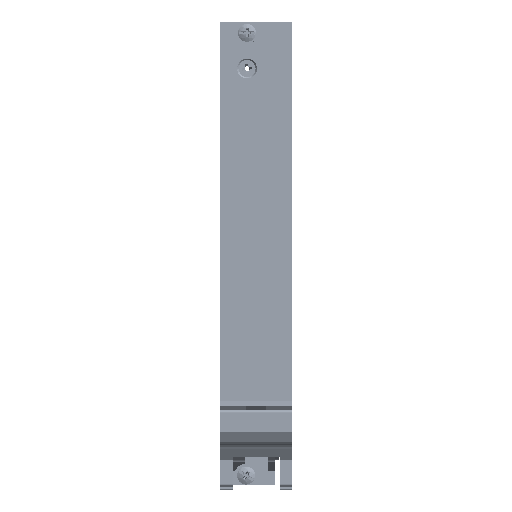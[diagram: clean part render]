
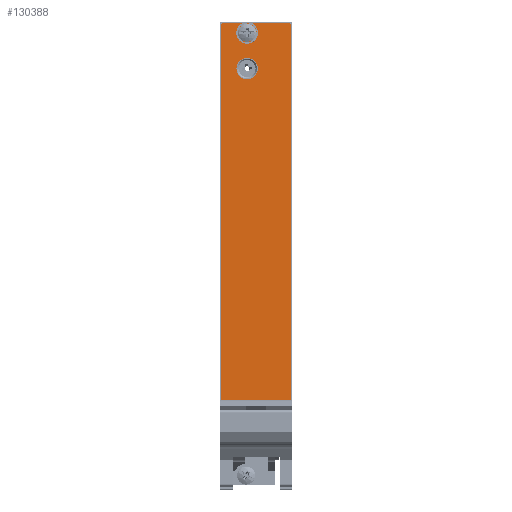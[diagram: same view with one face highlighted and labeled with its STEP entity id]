
A CAD part, top view. The second image highlights one B-rep face of the part: STEP entity #130388.
In plain terms, the highlighted planar face has unit normal (0, 0, 1).
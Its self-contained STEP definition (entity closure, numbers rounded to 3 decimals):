
#3550 = EDGE_LOOP ( 'NONE', ( #78938 ) ) ;
#4550 = EDGE_LOOP ( 'NONE', ( #78671, #79086, #78946, #79093 ) ) ;
#4787 = EDGE_LOOP ( 'NONE', ( #77626, #77608, #78570, #77671, #78660, #79001, #78673, #77376 ) ) ;
#6559 = CARTESIAN_POINT ( 'NONE',  ( -60.335, -28.351, 14.805 ) ) ;
#6573 = DIRECTION ( 'NONE',  ( 0., -1., 0. ) ) ;
#6580 = DIRECTION ( 'NONE',  ( 1., 0., 0. ) ) ;
#6584 = CARTESIAN_POINT ( 'NONE',  ( -54.692, 71.149, 14.805 ) ) ;
#6630 = CARTESIAN_POINT ( 'NONE',  ( -41.235, 75.349, 14.805 ) ) ;
#6633 = DIRECTION ( 'NONE',  ( 0., 0., 1. ) ) ;
#6635 = DIRECTION ( 'NONE',  ( -1., 0., 0. ) ) ;
#9247 = CARTESIAN_POINT ( 'NONE',  ( -60.035, -28.651, 14.805 ) ) ;
#9266 = CARTESIAN_POINT ( 'NONE',  ( -54.692, 71.149, 14.805 ) ) ;
#9276 = CARTESIAN_POINT ( 'NONE',  ( -41.235, 75.649, 14.805 ) ) ;
#9281 = CARTESIAN_POINT ( 'NONE',  ( -60.335, -28.351, 14.805 ) ) ;
#9333 = CARTESIAN_POINT ( 'NONE',  ( -54.692, 74.949, 14.805 ) ) ;
#9404 = CARTESIAN_POINT ( 'NONE',  ( -40.935, 75.349, 14.805 ) ) ;
#17603 = CARTESIAN_POINT ( 'NONE',  ( -60.035, -28.351, 14.805 ) ) ;
#17604 = DIRECTION ( 'NONE',  ( 0., 0., 1. ) ) ;
#17605 = DIRECTION ( 'NONE',  ( 1., 0., 0. ) ) ;
#17653 = CARTESIAN_POINT ( 'NONE',  ( -53.135, 63.149, 14.805 ) ) ;
#17654 = DIRECTION ( 'NONE',  ( 0., 0., 1. ) ) ;
#17655 = DIRECTION ( 'NONE',  ( 1., 0., 0. ) ) ;
#17674 = CARTESIAN_POINT ( 'NONE',  ( -52.635, 73.049, 14.805 ) ) ;
#17675 = DIRECTION ( 'NONE',  ( 0., 0., 1. ) ) ;
#17676 = DIRECTION ( 'NONE',  ( 1., 0., 0. ) ) ;
#17742 = CARTESIAN_POINT ( 'NONE',  ( -51.579, 74.949, 14.805 ) ) ;
#17767 = DIRECTION ( 'NONE',  ( -1., 0., 0. ) ) ;
#17770 = CARTESIAN_POINT ( 'NONE',  ( -60.035, 75.349, 14.805 ) ) ;
#17771 = DIRECTION ( 'NONE',  ( 0., 0., 1. ) ) ;
#17772 = DIRECTION ( 'NONE',  ( -1., 0., 0. ) ) ;
#17774 = CARTESIAN_POINT ( 'NONE',  ( -41.235, -28.351, 14.805 ) ) ;
#17775 = DIRECTION ( 'NONE',  ( 0., 0., 1. ) ) ;
#17776 = DIRECTION ( 'NONE',  ( -1., 0., 0. ) ) ;
#20658 = CARTESIAN_POINT ( 'NONE',  ( -41.235, -28.651, 14.805 ) ) ;
#20675 = DIRECTION ( 'NONE',  ( 1., 0., 0. ) ) ;
#21239 = VERTEX_POINT ( 'NONE', #119714 ) ;
#21579 = VERTEX_POINT ( 'NONE', #111529 ) ;
#21591 = VERTEX_POINT ( 'NONE', #111449 ) ;
#22086 = VERTEX_POINT ( 'NONE', #117883 ) ;
#22288 = VERTEX_POINT ( 'NONE', #100281 ) ;
#22382 = VERTEX_POINT ( 'NONE', #32507 ) ;
#22795 = CIRCLE ( 'NONE', #58697, 0.3 ) ;
#22859 = CIRCLE ( 'NONE', #58591, 2.95 ) ;
#22873 = CIRCLE ( 'NONE', #58543, 2.8 ) ;
#22954 = LINE ( 'NONE', #17742, #22960 ) ;
#22960 = VECTOR ( 'NONE', #17767, 1000. ) ;
#22961 = CIRCLE ( 'NONE', #58767, 0.3 ) ;
#22963 = CIRCLE ( 'NONE', #58758, 0.3 ) ;
#28214 = CARTESIAN_POINT ( 'NONE',  ( -40.935, 75.349, 14.805 ) ) ;
#28273 = DIRECTION ( 'NONE',  ( 0., 1., 0. ) ) ;
#28864 = DIRECTION ( 'NONE',  ( -1., 0., 0. ) ) ;
#28873 = CARTESIAN_POINT ( 'NONE',  ( -60.035, 75.649, 14.805 ) ) ;
#32507 = CARTESIAN_POINT ( 'NONE',  ( -51.579, 74.949, 14.805 ) ) ;
#35564 = CARTESIAN_POINT ( 'NONE',  ( -53.635, 73.049, 14.805 ) ) ;
#35566 = DIRECTION ( 'NONE',  ( 0., 0., 1. ) ) ;
#35569 = DIRECTION ( 'NONE',  ( 1., 0., 0. ) ) ;
#48303 = LINE ( 'NONE', #6559, #48316 ) ;
#48316 = VECTOR ( 'NONE', #6573, 1000. ) ;
#48317 = LINE ( 'NONE', #6584, #48320 ) ;
#48320 = VECTOR ( 'NONE', #6580, 1000. ) ;
#48327 = CIRCLE ( 'NONE', #53521, 0.3 ) ;
#53521 = AXIS2_PLACEMENT_3D ( 'NONE', #6630, #6633, #6635 ) ;
#58092 = AXIS2_PLACEMENT_3D ( 'NONE', #35564, #35566, #35569 ) ;
#58543 = AXIS2_PLACEMENT_3D ( 'NONE', #17674, #17675, #17676 ) ;
#58591 = AXIS2_PLACEMENT_3D ( 'NONE', #17653, #17654, #17655 ) ;
#58697 = AXIS2_PLACEMENT_3D ( 'NONE', #17603, #17604, #17605 ) ;
#58758 = AXIS2_PLACEMENT_3D ( 'NONE', #17774, #17775, #17776 ) ;
#58767 = AXIS2_PLACEMENT_3D ( 'NONE', #17770, #17771, #17772 ) ;
#60326 = EDGE_CURVE ( 'NONE', #21239, #78823, #48303, .T. ) ;
#60341 = EDGE_CURVE ( 'NONE', #78723, #22086, #48317, .T. ) ;
#60368 = EDGE_CURVE ( 'NONE', #79249, #78401, #48327, .T. ) ;
#62382 = PLANE ( 'NONE',  #105883 ) ;
#62400 = CARTESIAN_POINT ( 'NONE',  ( -41.235, -28.351, 14.805 ) ) ;
#62401 = DIRECTION ( 'NONE',  ( 0., 0., -1. ) ) ;
#62402 = DIRECTION ( 'NONE',  ( -1., 0., 0. ) ) ;
#65353 = CIRCLE ( 'NONE', #58092, 2.8 ) ;
#65710 = VECTOR ( 'NONE', #28273, 1000. ) ;
#65713 = LINE ( 'NONE', #28214, #65710 ) ;
#65803 = LINE ( 'NONE', #28873, #65807 ) ;
#65807 = VECTOR ( 'NONE', #28864, 1000. ) ;
#66353 = FACE_BOUND ( 'NONE', #4550, .T. ) ;
#66355 = FACE_BOUND ( 'NONE', #3550, .T. ) ;
#66357 = FACE_OUTER_BOUND ( 'NONE', #4787, .T. ) ;
#77376 = ORIENTED_EDGE ( 'NONE', *, *, #110367, .T. ) ;
#77608 = ORIENTED_EDGE ( 'NONE', *, *, #112274, .T. ) ;
#77626 = ORIENTED_EDGE ( 'NONE', *, *, #113288, .T. ) ;
#77671 = ORIENTED_EDGE ( 'NONE', *, *, #112407, .T. ) ;
#77997 = VERTEX_POINT ( 'NONE', #9247 ) ;
#78401 = VERTEX_POINT ( 'NONE', #9276 ) ;
#78570 = ORIENTED_EDGE ( 'NONE', *, *, #60368, .T. ) ;
#78660 = ORIENTED_EDGE ( 'NONE', *, *, #113286, .T. ) ;
#78671 = ORIENTED_EDGE ( 'NONE', *, *, #113199, .F. ) ;
#78673 = ORIENTED_EDGE ( 'NONE', *, *, #113073, .T. ) ;
#78723 = VERTEX_POINT ( 'NONE', #9266 ) ;
#78823 = VERTEX_POINT ( 'NONE', #9281 ) ;
#78931 = VERTEX_POINT ( 'NONE', #9333 ) ;
#78938 = ORIENTED_EDGE ( 'NONE', *, *, #113170, .F. ) ;
#78946 = ORIENTED_EDGE ( 'NONE', *, *, #111421, .F. ) ;
#79001 = ORIENTED_EDGE ( 'NONE', *, *, #60326, .T. ) ;
#79086 = ORIENTED_EDGE ( 'NONE', *, *, #113281, .F. ) ;
#79093 = ORIENTED_EDGE ( 'NONE', *, *, #60341, .F. ) ;
#79249 = VERTEX_POINT ( 'NONE', #9404 ) ;
#84364 = LINE ( 'NONE', #20658, #84368 ) ;
#84368 = VECTOR ( 'NONE', #20675, 1000. ) ;
#86036 = CARTESIAN_POINT ( 'NONE',  ( -50.185, 63.149, 14.805 ) ) ;
#100281 = CARTESIAN_POINT ( 'NONE',  ( -60.035, 75.649, 14.805 ) ) ;
#105883 = AXIS2_PLACEMENT_3D ( 'NONE', #62400, #62401, #62402 ) ;
#110367 = EDGE_CURVE ( 'NONE', #77997, #21579, #84364, .T. ) ;
#111421 = EDGE_CURVE ( 'NONE', #22086, #22382, #65353, .T. ) ;
#111449 = CARTESIAN_POINT ( 'NONE',  ( -40.935, -28.351, 14.805 ) ) ;
#111529 = CARTESIAN_POINT ( 'NONE',  ( -41.235, -28.651, 14.805 ) ) ;
#112274 = EDGE_CURVE ( 'NONE', #21591, #79249, #65713, .T. ) ;
#112407 = EDGE_CURVE ( 'NONE', #78401, #22288, #65803, .T. ) ;
#113073 = EDGE_CURVE ( 'NONE', #78823, #77997, #22795, .T. ) ;
#113170 = EDGE_CURVE ( 'NONE', #132077, #132077, #22859, .T. ) ;
#113199 = EDGE_CURVE ( 'NONE', #78931, #78723, #22873, .T. ) ;
#113281 = EDGE_CURVE ( 'NONE', #22382, #78931, #22954, .T. ) ;
#113286 = EDGE_CURVE ( 'NONE', #22288, #21239, #22961, .T. ) ;
#113288 = EDGE_CURVE ( 'NONE', #21579, #21591, #22963, .T. ) ;
#117883 = CARTESIAN_POINT ( 'NONE',  ( -51.579, 71.149, 14.805 ) ) ;
#119714 = CARTESIAN_POINT ( 'NONE',  ( -60.335, 75.349, 14.805 ) ) ;
#130388 = ADVANCED_FACE ( 'NONE', ( #66355, #66357, #66353 ), #62382, .F. ) ;
#132077 = VERTEX_POINT ( 'NONE', #86036 ) ;
